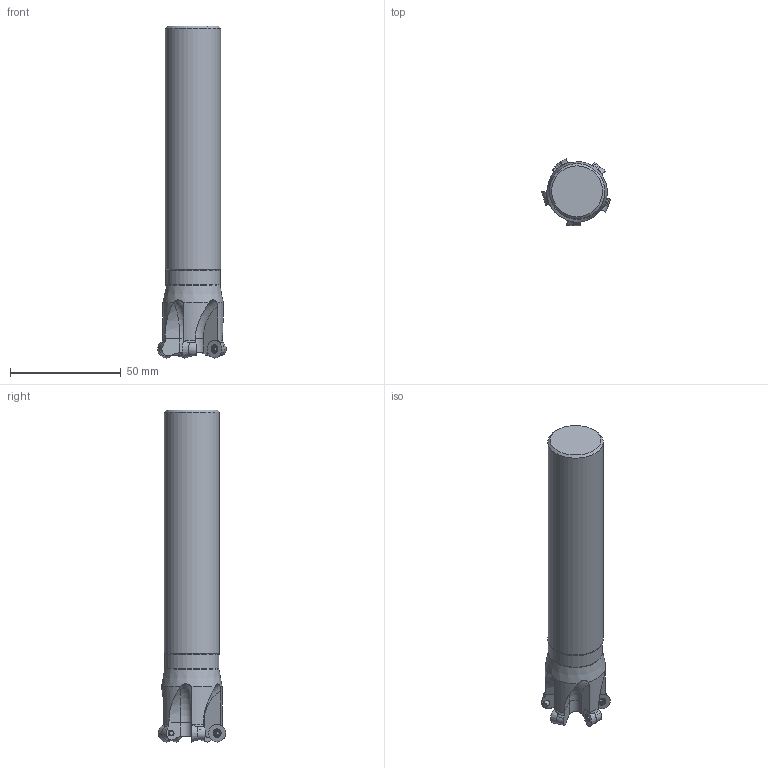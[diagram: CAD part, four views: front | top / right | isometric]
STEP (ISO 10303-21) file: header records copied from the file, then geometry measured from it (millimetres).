
FILE_DESCRIPTION(/* description */ (''),/* implementation_level */ '2;1');
FILE_NAME(/* name */ 'toolassembly_1.stp',/* time_stamp */ '2018-10-04T14:15:33+02:00',/* author */ (''),/* organization */ ('SMS'),/* preprocessor_version */ 'ST-DEVELOPER v15',/* originating_system */ 'SIEMENS PLM Software NX 8.5',/* authorisation */ '');
FILE_SCHEMA (('AUTOMOTIVE_DESIGN { 1 0 10303 214 3 1 1 1 }'));
Length unit declared in the file: millimetre
Products named in the file (4): ASSEMBLY_CONSTRUCTION; CUT_20181004141429; NOCUT_20181004141422; TOOLASSEMBLY_1
Assembly tree (7 placements, depth 2):
  TOOLASSEMBLY_1
    NOCUT_20181004141422
    CUT_20181004141429  x5
    ASSEMBLY_CONSTRUCTION
Bounding box: 31.02 x 30.58 x 150 mm (x, y, z)
Volume: 68322.3 mm3; surface area: 14723.7 mm2
Topology: 6 solids, 6 shells, 336 faces, 880 edges, 580 vertices
Faces by surface type: plane 128, cone 78, extrusion 60, torus 42, cylinder 23, bspline 5
Full cylindrical faces by diameter (mm): 2.5 x1, 2.8 x5, 3.45 x5, 24.489 x1, 24.989 x1
Entity records: 13015 total; most frequent: CARTESIAN_POINT 5421, ORIENTED_EDGE 1540, DIRECTION 1505, EDGE_CURVE 770, AXIS2_PLACEMENT_3D 615, VERTEX_POINT 510, EDGE_LOOP 357, ADVANCED_FACE 312
